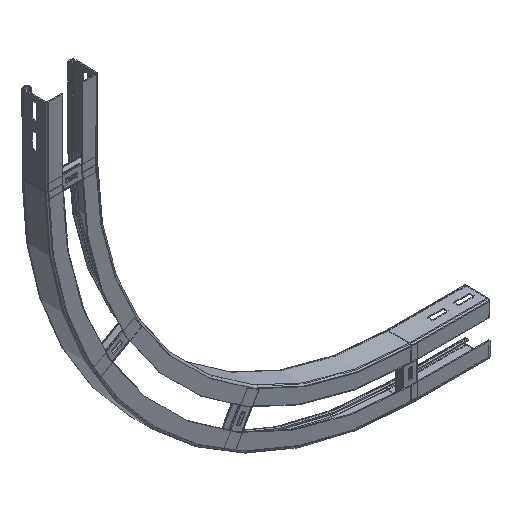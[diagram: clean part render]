
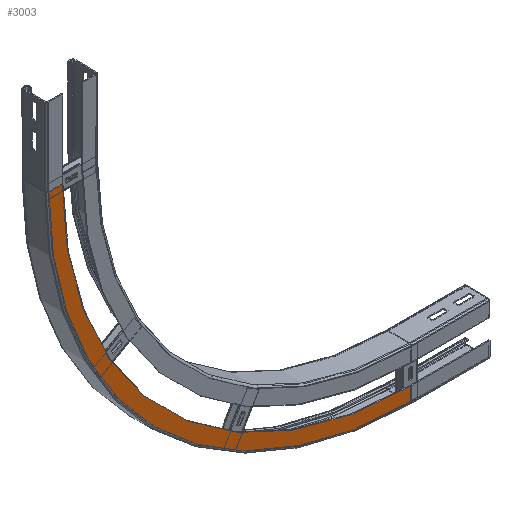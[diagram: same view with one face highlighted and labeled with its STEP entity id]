
A CAD part, isometric view. The second image highlights one B-rep face of the part: STEP entity #3003.
In plain terms, the highlighted planar face has unit normal (0, -1, 0).
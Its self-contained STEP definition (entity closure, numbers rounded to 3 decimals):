
#147=CIRCLE('',#3332,696.);
#149=CIRCLE('',#3335,669.);
#333=FACE_OUTER_BOUND('',#531,.T.);
#531=EDGE_LOOP('',(#2457,#2458,#2459,#2460));
#801=LINE('',#4844,#1125);
#822=LINE('',#4928,#1146);
#1125=VECTOR('',#3939,10.);
#1146=VECTOR('',#4040,10.);
#1373=VERTEX_POINT('',#4751);
#1403=VERTEX_POINT('',#4838);
#1426=VERTEX_POINT('',#4922);
#1427=VERTEX_POINT('',#4926);
#1741=EDGE_CURVE('',#1403,#1373,#801,.T.);
#1780=EDGE_CURVE('',#1426,#1403,#147,.T.);
#1782=EDGE_CURVE('',#1427,#1373,#149,.T.);
#1783=EDGE_CURVE('',#1427,#1426,#822,.T.);
#2457=ORIENTED_EDGE('',*,*,#1741,.T.);
#2458=ORIENTED_EDGE('',*,*,#1782,.F.);
#2459=ORIENTED_EDGE('',*,*,#1783,.T.);
#2460=ORIENTED_EDGE('',*,*,#1780,.T.);
#2832=PLANE('',#3334);
#3003=ADVANCED_FACE('',(#333),#2832,.T.);
#3332=AXIS2_PLACEMENT_3D('',#4923,#4032,#4033);
#3334=AXIS2_PLACEMENT_3D('',#4925,#4036,#4037);
#3335=AXIS2_PLACEMENT_3D('',#4927,#4038,#4039);
#3939=DIRECTION('',(0.,0.,1.));
#4032=DIRECTION('center_axis',(0.,-1.,0.));
#4033=DIRECTION('ref_axis',(-1.,0.,0.));
#4036=DIRECTION('center_axis',(0.,-1.,0.));
#4037=DIRECTION('ref_axis',(0.,0.,-1.));
#4038=DIRECTION('center_axis',(0.,-1.,0.));
#4039=DIRECTION('ref_axis',(-1.,0.,0.));
#4040=DIRECTION('',(-1.,0.,0.));
#4751=CARTESIAN_POINT('',(669.,0.,-669.));
#4838=CARTESIAN_POINT('',(669.,0.,-696.));
#4844=CARTESIAN_POINT('',(669.,0.,-696.));
#4922=CARTESIAN_POINT('',(-27.,0.,0.));
#4923=CARTESIAN_POINT('Origin',(669.,0.,0.));
#4925=CARTESIAN_POINT('Origin',(669.,0.,-696.));
#4926=CARTESIAN_POINT('',(0.,0.,0.));
#4927=CARTESIAN_POINT('Origin',(669.,0.,0.));
#4928=CARTESIAN_POINT('',(-86.572,0.,0.));
